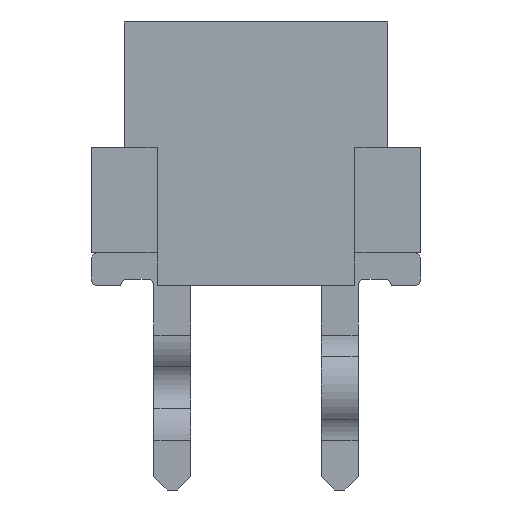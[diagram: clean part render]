
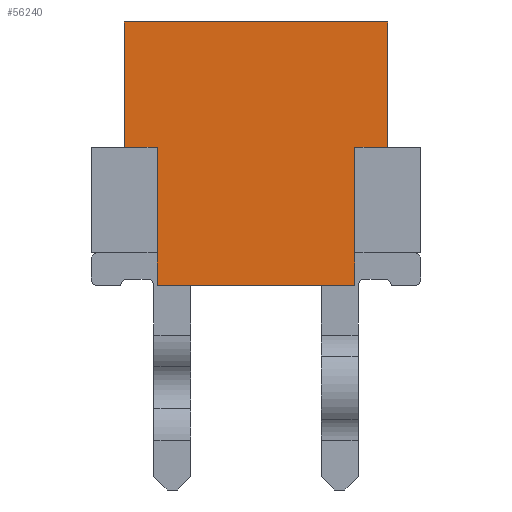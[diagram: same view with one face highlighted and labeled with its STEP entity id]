
A CAD part, front view. The second image highlights one B-rep face of the part: STEP entity #56240.
In plain terms, the highlighted face is planar.
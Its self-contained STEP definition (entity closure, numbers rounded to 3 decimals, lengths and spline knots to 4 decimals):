
#1153=PLANE('',#59467);
#5350=LINE('',#81053,#10294);
#5494=LINE('',#81341,#10438);
#5637=LINE('',#81614,#10581);
#5644=LINE('',#81628,#10588);
#5648=LINE('',#81636,#10592);
#5650=LINE('',#81639,#10594);
#5651=LINE('',#81641,#10595);
#5652=LINE('',#81642,#10596);
#5653=LINE('',#81644,#10597);
#5654=LINE('',#81646,#10598);
#10294=VECTOR('',#68929,1000.);
#10438=VECTOR('',#69141,1000.);
#10581=VECTOR('',#69322,1000.);
#10588=VECTOR('',#69335,1000.);
#10592=VECTOR('',#69341,1000.);
#10594=VECTOR('',#69345,1000.);
#10595=VECTOR('',#69348,1000.);
#10596=VECTOR('',#69349,1000.);
#10597=VECTOR('',#69350,1000.);
#10598=VECTOR('',#69351,1000.);
#20599=ORIENTED_EDGE('',*,*,#28702,.F.);
#20600=ORIENTED_EDGE('',*,*,#28859,.F.);
#20601=ORIENTED_EDGE('',*,*,#28858,.F.);
#20602=ORIENTED_EDGE('',*,*,#28845,.F.);
#20603=ORIENTED_EDGE('',*,*,#28860,.F.);
#20604=ORIENTED_EDGE('',*,*,#28861,.F.);
#20605=ORIENTED_EDGE('',*,*,#28862,.F.);
#20606=ORIENTED_EDGE('',*,*,#28852,.F.);
#20607=ORIENTED_EDGE('',*,*,#28856,.F.);
#20608=ORIENTED_EDGE('',*,*,#28556,.F.);
#28556=EDGE_CURVE('',#33003,#30009,#5350,.T.);
#28702=EDGE_CURVE('',#33105,#33003,#5494,.T.);
#28845=EDGE_CURVE('',#33216,#33217,#5637,.T.);
#28852=EDGE_CURVE('',#33220,#33221,#5644,.T.);
#28856=EDGE_CURVE('',#30009,#33220,#5648,.T.);
#28858=EDGE_CURVE('',#33217,#30140,#5650,.T.);
#28859=EDGE_CURVE('',#30140,#33105,#5651,.T.);
#28860=EDGE_CURVE('',#33224,#33216,#5652,.T.);
#28861=EDGE_CURVE('',#33225,#33224,#5653,.T.);
#28862=EDGE_CURVE('',#33221,#33225,#5654,.T.);
#30009=VERTEX_POINT('',#71861);
#30140=VERTEX_POINT('',#72255);
#33003=VERTEX_POINT('',#81052);
#33105=VERTEX_POINT('',#81340);
#33216=VERTEX_POINT('',#81613);
#33217=VERTEX_POINT('',#81615);
#33220=VERTEX_POINT('',#81627);
#33221=VERTEX_POINT('',#81629);
#33224=VERTEX_POINT('',#81643);
#33225=VERTEX_POINT('',#81645);
#36409=EDGE_LOOP('',(#20599,#20600,#20601,#20602,#20603,#20604,#20605,#20606,
#20607,#20608));
#38615=FACE_BOUND('',#36409,.T.);
#56240=ADVANCED_FACE('',(#38615),#1153,.F.);
#59467=AXIS2_PLACEMENT_3D('',#81640,#69346,#69347);
#68929=DIRECTION('',(0.,0.,1.));
#69141=DIRECTION('',(0.,-1.,0.));
#69322=DIRECTION('',(0.,-1.,0.));
#69335=DIRECTION('',(0.,-1.,0.));
#69341=DIRECTION('',(0.,0.,1.));
#69345=DIRECTION('',(0.,0.,-1.));
#69346=DIRECTION('',(-1.,0.,0.));
#69347=DIRECTION('',(0.,0.,1.));
#69348=DIRECTION('',(0.,0.,-1.));
#69349=DIRECTION('',(0.,0.,-1.));
#69350=DIRECTION('',(0.,1.,0.));
#69351=DIRECTION('',(0.,0.,1.));
#71861=CARTESIAN_POINT('',(16.775,-1.5,-1.6));
#72255=CARTESIAN_POINT('',(16.775,1.5,-1.6));
#81052=CARTESIAN_POINT('',(16.775,-1.5,-2.1));
#81053=CARTESIAN_POINT('',(16.775,-1.5,-2.1));
#81340=CARTESIAN_POINT('',(16.775,1.5,-2.1));
#81341=CARTESIAN_POINT('',(16.775,1.5,-2.1));
#81613=CARTESIAN_POINT('',(16.775,2.,0.));
#81614=CARTESIAN_POINT('',(16.775,2.,0.));
#81615=CARTESIAN_POINT('',(16.775,1.5,0.));
#81627=CARTESIAN_POINT('',(16.775,-1.5,0.));
#81628=CARTESIAN_POINT('',(16.775,-1.5,0.));
#81629=CARTESIAN_POINT('',(16.775,-2.,0.));
#81636=CARTESIAN_POINT('',(16.775,-1.5,-2.1));
#81639=CARTESIAN_POINT('',(16.775,1.5,0.));
#81640=CARTESIAN_POINT('',(16.775,0.,0.));
#81641=CARTESIAN_POINT('',(16.775,1.5,0.));
#81642=CARTESIAN_POINT('',(16.775,2.,1.9));
#81643=CARTESIAN_POINT('',(16.775,2.,1.9));
#81644=CARTESIAN_POINT('',(16.775,-2.,1.9));
#81645=CARTESIAN_POINT('',(16.775,-2.,1.9));
#81646=CARTESIAN_POINT('',(16.775,-2.,0.));
